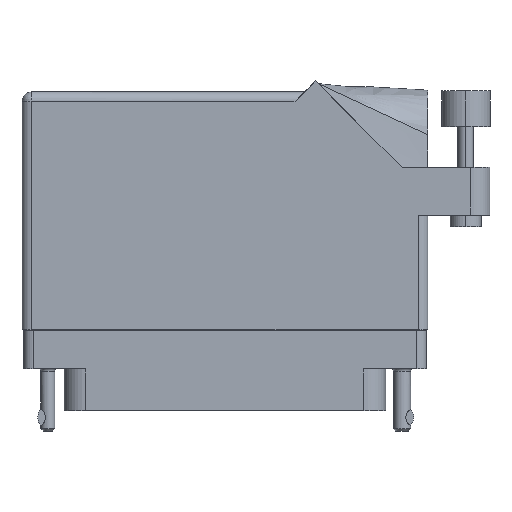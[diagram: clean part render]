
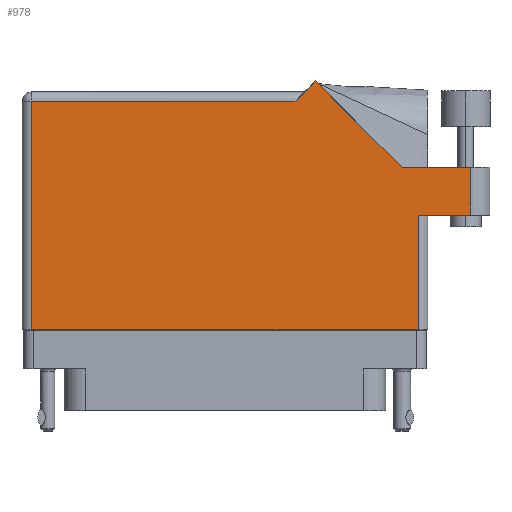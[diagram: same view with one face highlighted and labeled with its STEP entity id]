
A CAD part, front view. The second image highlights one B-rep face of the part: STEP entity #978.
In plain terms, the highlighted face is planar.
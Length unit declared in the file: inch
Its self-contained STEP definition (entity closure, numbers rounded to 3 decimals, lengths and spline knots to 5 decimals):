
#312 = CARTESIAN_POINT ( 'NONE',  ( 0.58371, 1.50071, 0.455 ) ) ;
#866 = EDGE_CURVE ( 'NONE', #40927, #11440, #39827, .T. ) ;
#978 = ADVANCED_FACE ( 'NONE', ( #52190 ), #57914, .F. ) ;
#1455 = CARTESIAN_POINT ( 'NONE',  ( -1.306, 1.43, 0.455 ) ) ;
#2223 = DIRECTION ( 'NONE',  ( -1., 0., 0. ) ) ;
#2795 = AXIS2_PLACEMENT_3D ( 'NONE', #1455, #34429, #2223 ) ;
#2985 = DIRECTION ( 'NONE',  ( -0.707, 0.707, 0. ) ) ;
#3039 = VECTOR ( 'NONE', #33251, 39.37008 ) ;
#7388 = VERTEX_POINT ( 'NONE', #45502 ) ;
#7708 = DIRECTION ( 'NONE',  ( 0., -1., 0. ) ) ;
#9099 = CARTESIAN_POINT ( 'NONE',  ( 1.706, 0.944, 0.455 ) ) ;
#9219 = LINE ( 'NONE', #59441, #44714 ) ;
#10203 = CARTESIAN_POINT ( 'NONE',  ( -1.244, 1.368, 0.455 ) ) ;
#11407 = LINE ( 'NONE', #22622, #35741 ) ;
#11440 = VERTEX_POINT ( 'NONE', #39419 ) ;
#12557 = CARTESIAN_POINT ( 'NONE',  ( -1.306, 1.368, 0.455 ) ) ;
#14813 = ORIENTED_EDGE ( 'NONE', *, *, #49554, .T. ) ;
#15476 = EDGE_CURVE ( 'NONE', #19922, #42590, #36808, .T. ) ;
#16241 = VERTEX_POINT ( 'NONE', #57460 ) ;
#18344 = VECTOR ( 'NONE', #24163, 39.37008 ) ;
#18365 = VECTOR ( 'NONE', #25315, 39.37008 ) ;
#19772 = VERTEX_POINT ( 'NONE', #41848 ) ;
#19922 = VERTEX_POINT ( 'NONE', #312 ) ;
#20809 = CARTESIAN_POINT ( 'NONE',  ( 0.513, 1.43, 0.455 ) ) ;
#20855 = EDGE_CURVE ( 'NONE', #11440, #19922, #51151, .T. ) ;
#22622 = CARTESIAN_POINT ( 'NONE',  ( 1.306, 0.637, 0.455 ) ) ;
#24163 = DIRECTION ( 'NONE',  ( -1., 0., 0. ) ) ;
#24627 = CARTESIAN_POINT ( 'NONE',  ( -1.306, -0.1, 0.455 ) ) ;
#25187 = VECTOR ( 'NONE', #38186, 39.37008 ) ;
#25315 = DIRECTION ( 'NONE',  ( -0.707, -0.707, 0. ) ) ;
#25872 = EDGE_CURVE ( 'NONE', #42590, #33629, #57319, .T. ) ;
#28431 = CARTESIAN_POINT ( 'NONE',  ( 1.581, 0.944, 0.455 ) ) ;
#30320 = LINE ( 'NONE', #24627, #3039 ) ;
#30483 = EDGE_CURVE ( 'NONE', #33629, #58351, #9219, .T. ) ;
#31238 = CARTESIAN_POINT ( 'NONE',  ( 1.14042, 0.944, 0.455 ) ) ;
#31259 = ORIENTED_EDGE ( 'NONE', *, *, #59440, .T. ) ;
#32419 = CARTESIAN_POINT ( 'NONE',  ( -1.244, -0.1, 0.455 ) ) ;
#32847 = VECTOR ( 'NONE', #48615, 39.37008 ) ;
#33251 = DIRECTION ( 'NONE',  ( 1., 0., 0. ) ) ;
#33629 = VERTEX_POINT ( 'NONE', #10203 ) ;
#34429 = DIRECTION ( 'NONE',  ( 0., 0., -1. ) ) ;
#35741 = VECTOR ( 'NONE', #55551, 39.37008 ) ;
#36808 = LINE ( 'NONE', #20809, #18365 ) ;
#37772 = LINE ( 'NONE', #28431, #25187 ) ;
#38186 = DIRECTION ( 'NONE',  ( 0., 1., 0. ) ) ;
#39419 = CARTESIAN_POINT ( 'NONE',  ( 1.14042, 0.944, 0.455 ) ) ;
#39827 = LINE ( 'NONE', #9099, #18344 ) ;
#40927 = VERTEX_POINT ( 'NONE', #46641 ) ;
#41848 = CARTESIAN_POINT ( 'NONE',  ( 1.244, -0.1, 0.455 ) ) ;
#42103 = EDGE_CURVE ( 'NONE', #7388, #16241, #11407, .T. ) ;
#42590 = VERTEX_POINT ( 'NONE', #50203 ) ;
#43066 = ORIENTED_EDGE ( 'NONE', *, *, #25872, .T. ) ;
#44474 = ORIENTED_EDGE ( 'NONE', *, *, #30483, .T. ) ;
#44714 = VECTOR ( 'NONE', #7708, 39.37008 ) ;
#45502 = CARTESIAN_POINT ( 'NONE',  ( 1.244, 0.637, 0.455 ) ) ;
#46074 = ORIENTED_EDGE ( 'NONE', *, *, #20855, .T. ) ;
#46641 = CARTESIAN_POINT ( 'NONE',  ( 1.581, 0.944, 0.455 ) ) ;
#48615 = DIRECTION ( 'NONE',  ( 0., 1., 0. ) ) ;
#49554 = EDGE_CURVE ( 'NONE', #19772, #7388, #55685, .T. ) ;
#50203 = CARTESIAN_POINT ( 'NONE',  ( 0.451, 1.368, 0.455 ) ) ;
#50467 = VECTOR ( 'NONE', #2985, 39.37008 ) ;
#50640 = DIRECTION ( 'NONE',  ( -1., 0., 0. ) ) ;
#51151 = LINE ( 'NONE', #31238, #50467 ) ;
#51250 = ORIENTED_EDGE ( 'NONE', *, *, #15476, .T. ) ;
#51270 = ORIENTED_EDGE ( 'NONE', *, *, #866, .T. ) ;
#51399 = VECTOR ( 'NONE', #50640, 39.37008 ) ;
#51445 = EDGE_LOOP ( 'NONE', ( #53603, #56246, #51270, #46074, #51250, #43066, #44474, #31259, #14813 ) ) ;
#52190 = FACE_OUTER_BOUND ( 'NONE', #51445, .T. ) ;
#53066 = CARTESIAN_POINT ( 'NONE',  ( 1.244, 0.637, 0.455 ) ) ;
#53603 = ORIENTED_EDGE ( 'NONE', *, *, #42103, .T. ) ;
#55551 = DIRECTION ( 'NONE',  ( 1., 0., 0. ) ) ;
#55685 = LINE ( 'NONE', #53066, #32847 ) ;
#56246 = ORIENTED_EDGE ( 'NONE', *, *, #59689, .T. ) ;
#57319 = LINE ( 'NONE', #12557, #51399 ) ;
#57460 = CARTESIAN_POINT ( 'NONE',  ( 1.581, 0.637, 0.455 ) ) ;
#57914 = PLANE ( 'NONE',  #2795 ) ;
#58351 = VERTEX_POINT ( 'NONE', #32419 ) ;
#59440 = EDGE_CURVE ( 'NONE', #58351, #19772, #30320, .T. ) ;
#59441 = CARTESIAN_POINT ( 'NONE',  ( -1.244, -0.1, 0.455 ) ) ;
#59689 = EDGE_CURVE ( 'NONE', #16241, #40927, #37772, .T. ) ;
